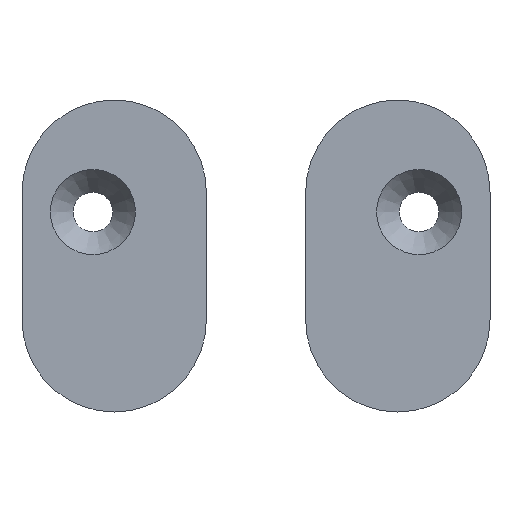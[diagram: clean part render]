
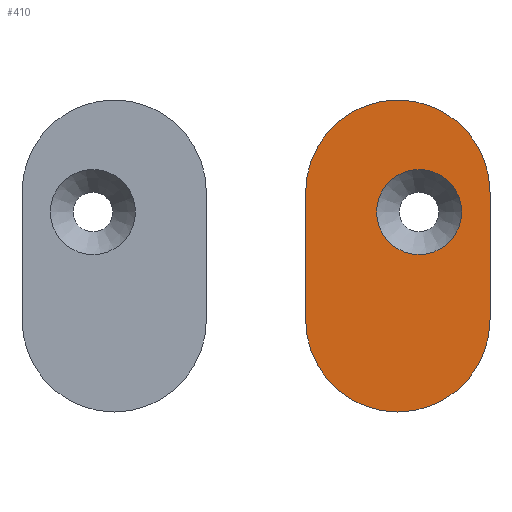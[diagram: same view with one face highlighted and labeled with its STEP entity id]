
A CAD part, front view. The second image highlights one B-rep face of the part: STEP entity #410.
In plain terms, the highlighted planar face has unit normal (0, -1, 0).
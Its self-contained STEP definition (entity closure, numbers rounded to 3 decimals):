
#20=LINE($,#641,#52);
#23=LINE($,#648,#55);
#52=VECTOR($,#511,9.);
#55=VECTOR($,#520,9.);
#84=PLANE($,#452);
#107=FACE_BOUND($,#154,.T.);
#108=FACE_BOUND($,#155,.T.);
#154=EDGE_LOOP($,(#337));
#155=EDGE_LOOP($,(#338,#339,#340,#341));
#174=CIRCLE($,#430,3.);
#181=CIRCLE($,#440,6.5);
#182=CIRCLE($,#443,6.5);
#196=VERTEX_POINT($,#609);
#207=VERTEX_POINT($,#634);
#208=VERTEX_POINT($,#635);
#209=VERTEX_POINT($,#640);
#210=VERTEX_POINT($,#644);
#234=EDGE_CURVE($,#196,#196,#174,.T.);
#245=EDGE_CURVE($,#207,#208,#181,.T.);
#248=EDGE_CURVE($,#208,#209,#20,.T.);
#250=EDGE_CURVE($,#209,#210,#182,.T.);
#252=EDGE_CURVE($,#210,#207,#23,.T.);
#337=ORIENTED_EDGE($,*,*,#234,.T.);
#338=ORIENTED_EDGE($,*,*,#252,.T.);
#339=ORIENTED_EDGE($,*,*,#245,.T.);
#340=ORIENTED_EDGE($,*,*,#248,.T.);
#341=ORIENTED_EDGE($,*,*,#250,.T.);
#410=ADVANCED_FACE($,(#107,#108),#84,.F.);
#430=AXIS2_PLACEMENT_3D($,#610,#481,#482);
#440=AXIS2_PLACEMENT_3D($,#636,#505,#506);
#443=AXIS2_PLACEMENT_3D($,#645,#515,#516);
#452=AXIS2_PLACEMENT_3D($,#666,#541,#542);
#481=DIRECTION('center_axis',(0.,1.,0.));
#482=DIRECTION('ref_axis',(1.,0.,0.));
#505=DIRECTION('center_axis',(0.,-1.,0.));
#506=DIRECTION('ref_axis',(1.,0.,0.));
#511=DIRECTION($,(0.,0.,-1.));
#515=DIRECTION('center_axis',(0.,-1.,0.));
#516=DIRECTION('ref_axis',(-1.,0.,0.));
#520=DIRECTION($,(0.,0.,1.));
#541=DIRECTION('center_axis',(0.,1.,0.));
#542=DIRECTION('ref_axis',(0.,0.,1.));
#609=CARTESIAN_POINT('',(4.5,0.,3.1));
#610=CARTESIAN_POINT('Origin',(1.5,0.,3.1));
#634=CARTESIAN_POINT('',(6.5,0.,4.5));
#635=CARTESIAN_POINT('',(-6.5,0.,4.5));
#636=CARTESIAN_POINT('Origin',(0.,0.,4.5));
#640=CARTESIAN_POINT('',(-6.5,0.,-4.5));
#641=CARTESIAN_POINT($,(-6.5,0.,4.5));
#644=CARTESIAN_POINT('',(6.5,0.,-4.5));
#645=CARTESIAN_POINT('Origin',(0.,0.,-4.5));
#648=CARTESIAN_POINT($,(6.5,0.,-4.5));
#666=CARTESIAN_POINT('Origin',(0.,0.,0.));
